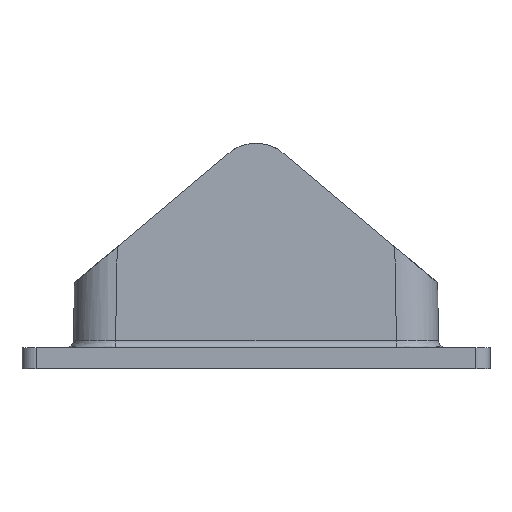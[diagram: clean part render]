
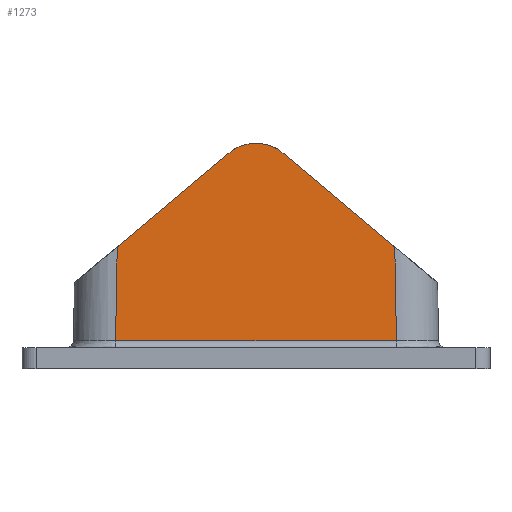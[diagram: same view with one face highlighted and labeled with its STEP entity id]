
A CAD part, front view. The second image highlights one B-rep face of the part: STEP entity #1273.
In plain terms, the highlighted planar face has unit normal (0, -1, 0.018).
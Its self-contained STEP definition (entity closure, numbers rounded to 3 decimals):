
#166=PLANE('',#1428);
#204=FACE_OUTER_BOUND('',#318,.T.);
#318=EDGE_LOOP('',(#1012,#1013,#1014,#1015,#1016,#1017));
#387=LINE('',#1877,#451);
#410=LINE('',#2232,#474);
#423=LINE('',#2400,#487);
#428=LINE('',#2464,#492);
#429=LINE('',#2465,#493);
#451=VECTOR('',#1494,103.746);
#474=VECTOR('',#1643,199.838);
#487=VECTOR('',#1692,66.827);
#492=VECTOR('',#1753,66.827);
#493=VECTOR('',#1754,103.746);
#512=ELLIPSE('',#1323,30.005,30.);
#545=VERTEX_POINT('',#1874);
#546=VERTEX_POINT('',#1876);
#551=VERTEX_POINT('',#1888);
#603=VERTEX_POINT('',#2225);
#605=VERTEX_POINT('',#2230);
#647=VERTEX_POINT('',#2463);
#663=EDGE_CURVE('',#546,#545,#387,.F.);
#669=EDGE_CURVE('',#546,#551,#512,.T.);
#738=EDGE_CURVE('',#605,#603,#410,.T.);
#762=EDGE_CURVE('',#603,#545,#423,.T.);
#793=EDGE_CURVE('',#647,#605,#428,.T.);
#794=EDGE_CURVE('',#647,#551,#429,.F.);
#1012=ORIENTED_EDGE('',*,*,#669,.F.);
#1013=ORIENTED_EDGE('',*,*,#663,.T.);
#1014=ORIENTED_EDGE('',*,*,#762,.F.);
#1015=ORIENTED_EDGE('',*,*,#738,.F.);
#1016=ORIENTED_EDGE('',*,*,#793,.F.);
#1017=ORIENTED_EDGE('',*,*,#794,.T.);
#1273=ADVANCED_FACE('',(#204),#166,.T.);
#1323=AXIS2_PLACEMENT_3D('',#1889,#1504,#1505);
#1428=AXIS2_PLACEMENT_3D('',#2462,#1751,#1752);
#1494=DIRECTION('',(0.766,0.011,0.643));
#1504=DIRECTION('center_axis',(0.,1.,
-0.017));
#1505=DIRECTION('ref_axis',(0.,0.017,1.));
#1643=DIRECTION('',(-1.,0.,0.));
#1692=DIRECTION('',(0.017,0.017,1.));
#1751=DIRECTION('center_axis',(0.,-1.,
0.017));
#1752=DIRECTION('ref_axis',(0.,-0.017,-1.));
#1753=DIRECTION('',(0.017,-0.017,-1.));
#1754=DIRECTION('',(0.766,-0.011,-0.643));
#1874=CARTESIAN_POINT('',(-98.753,-238.248,86.72));
#1876=CARTESIAN_POINT('',(-19.284,-237.084,153.402));
#1877=CARTESIAN_POINT('',(-98.778,-238.249,86.698));
#1888=CARTESIAN_POINT('',(19.284,-237.084,153.402));
#1889=CARTESIAN_POINT('Origin',(0.,-237.485,
130.421));
#2225=CARTESIAN_POINT('',(-99.919,-239.414,19.913));
#2230=CARTESIAN_POINT('',(99.919,-239.414,19.913));
#2232=CARTESIAN_POINT('',(-65.,-239.414,19.913));
#2400=CARTESIAN_POINT('',(-97.007,-236.502,186.73));
#2462=CARTESIAN_POINT('Origin',(-130.,-236.565,183.126));
#2463=CARTESIAN_POINT('',(98.753,-238.248,86.72));
#2464=CARTESIAN_POINT('',(97.04,-236.536,184.82));
#2465=CARTESIAN_POINT('',(-42.491,-236.179,205.237));
